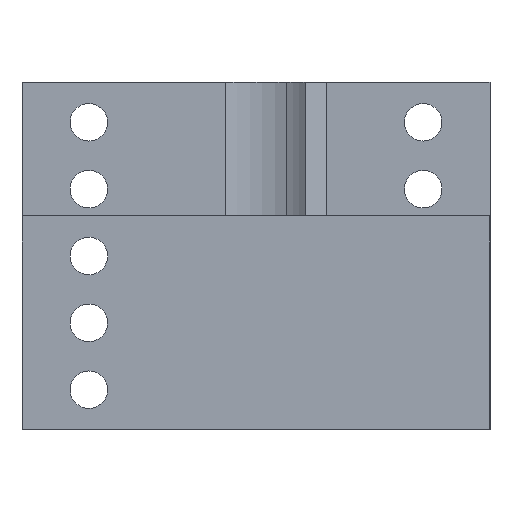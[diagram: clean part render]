
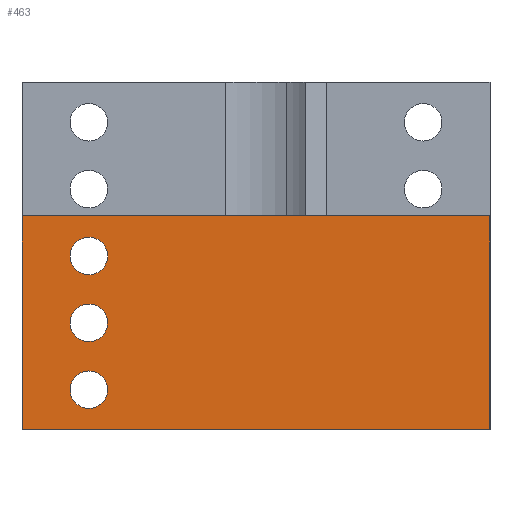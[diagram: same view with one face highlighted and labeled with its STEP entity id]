
A CAD part, left-side view. The second image highlights one B-rep face of the part: STEP entity #463.
In plain terms, the highlighted planar face has unit normal (-1, 0, 0).
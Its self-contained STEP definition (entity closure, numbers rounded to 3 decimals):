
#30=FACE_BOUND('',#71,.T.);
#31=FACE_BOUND('',#72,.T.);
#32=FACE_BOUND('',#73,.T.);
#45=FACE_OUTER_BOUND('',#70,.T.);
#70=EDGE_LOOP('',(#327,#328,#329,#330));
#71=EDGE_LOOP('',(#331));
#72=EDGE_LOOP('',(#332));
#73=EDGE_LOOP('',(#333));
#109=CIRCLE('',#506,1.4);
#110=CIRCLE('',#507,1.4);
#111=CIRCLE('',#508,1.4);
#129=LINE('',#695,#173);
#133=LINE('',#706,#177);
#134=LINE('',#707,#178);
#135=LINE('',#708,#179);
#173=VECTOR('',#556,10.);
#177=VECTOR('',#564,10.);
#178=VECTOR('',#565,10.);
#179=VECTOR('',#566,10.);
#217=VERTEX_POINT('',#692);
#218=VERTEX_POINT('',#694);
#222=VERTEX_POINT('',#704);
#223=VERTEX_POINT('',#705);
#224=VERTEX_POINT('',#709);
#225=VERTEX_POINT('',#711);
#226=VERTEX_POINT('',#713);
#259=EDGE_CURVE('',#218,#217,#129,.T.);
#264=EDGE_CURVE('',#222,#223,#133,.T.);
#265=EDGE_CURVE('',#223,#218,#134,.T.);
#266=EDGE_CURVE('',#222,#217,#135,.T.);
#267=EDGE_CURVE('',#224,#224,#109,.T.);
#268=EDGE_CURVE('',#225,#225,#110,.T.);
#269=EDGE_CURVE('',#226,#226,#111,.T.);
#327=ORIENTED_EDGE('',*,*,#264,.T.);
#328=ORIENTED_EDGE('',*,*,#265,.T.);
#329=ORIENTED_EDGE('',*,*,#259,.T.);
#330=ORIENTED_EDGE('',*,*,#266,.F.);
#331=ORIENTED_EDGE('',*,*,#267,.T.);
#332=ORIENTED_EDGE('',*,*,#268,.T.);
#333=ORIENTED_EDGE('',*,*,#269,.T.);
#447=PLANE('',#505);
#463=ADVANCED_FACE('',(#45,#30,#31,#32),#447,.T.);
#505=AXIS2_PLACEMENT_3D('',#703,#562,#563);
#506=AXIS2_PLACEMENT_3D('',#710,#567,#568);
#507=AXIS2_PLACEMENT_3D('',#712,#569,#570);
#508=AXIS2_PLACEMENT_3D('',#714,#571,#572);
#556=DIRECTION('',(0.,1.,0.));
#562=DIRECTION('center_axis',(-1.,0.,0.));
#563=DIRECTION('ref_axis',(0.,1.,0.));
#564=DIRECTION('',(0.,-1.,0.));
#565=DIRECTION('',(0.,0.,1.));
#566=DIRECTION('',(0.,0.,1.));
#567=DIRECTION('center_axis',(1.,0.,0.));
#568=DIRECTION('ref_axis',(0.,1.,0.));
#569=DIRECTION('center_axis',(1.,0.,0.));
#570=DIRECTION('ref_axis',(0.,1.,0.));
#571=DIRECTION('center_axis',(1.,0.,0.));
#572=DIRECTION('ref_axis',(0.,1.,0.));
#692=CARTESIAN_POINT('',(-7.5,31.5,8.));
#694=CARTESIAN_POINT('',(-7.5,-3.5,8.));
#695=CARTESIAN_POINT('',(-7.5,21.,8.));
#703=CARTESIAN_POINT('Origin',(-7.5,20.5,0.));
#704=CARTESIAN_POINT('',(-7.5,31.5,-8.));
#705=CARTESIAN_POINT('',(-7.5,-3.5,-8.));
#706=CARTESIAN_POINT('',(-7.5,20.5,-8.));
#707=CARTESIAN_POINT('',(-7.5,-3.5,-8.));
#708=CARTESIAN_POINT('',(-7.5,31.5,-4.));
#709=CARTESIAN_POINT('',(-7.5,25.1,5.));
#710=CARTESIAN_POINT('Origin',(-7.5,26.5,5.));
#711=CARTESIAN_POINT('',(-7.5,25.1,0.));
#712=CARTESIAN_POINT('Origin',(-7.5,26.5,0.));
#713=CARTESIAN_POINT('',(-7.5,25.1,-5.));
#714=CARTESIAN_POINT('Origin',(-7.5,26.5,-5.));
